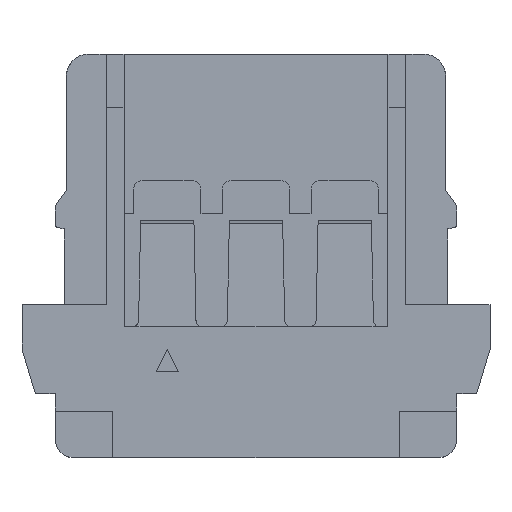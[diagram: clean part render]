
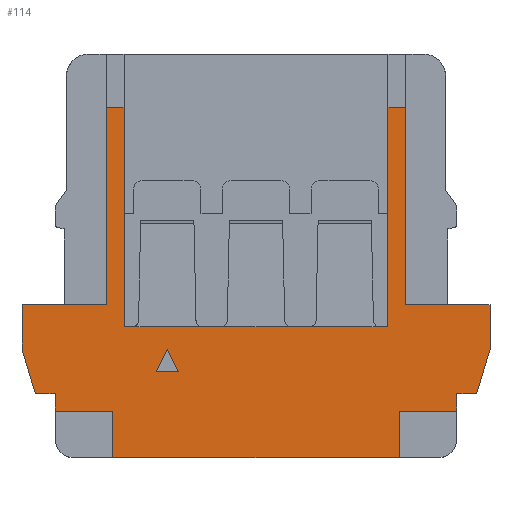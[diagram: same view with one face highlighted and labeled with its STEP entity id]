
A CAD part, top view. The second image highlights one B-rep face of the part: STEP entity #114.
In plain terms, the highlighted planar face has unit normal (0, 0, 1).
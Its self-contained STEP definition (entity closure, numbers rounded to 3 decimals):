
#64=FACE_BOUND('',#528,.T.);
#65=FACE_BOUND('',#529,.T.);
#114=ADVANCED_FACE('',(#64,#65),#260,.T.);
#260=PLANE('',#2909);
#528=EDGE_LOOP('',(#709,#710,#711,#712,#713,#714,#715,#716,#717,#718,#719,
#720,#721,#722,#723,#724,#725,#726,#727,#728,#729,#730,#731,#732,#733,#734,
#735,#736));
#529=EDGE_LOOP('',(#737,#738,#739));
#709=ORIENTED_EDGE('',*,*,#1797,.F.);
#710=ORIENTED_EDGE('',*,*,#1798,.F.);
#711=ORIENTED_EDGE('',*,*,#1799,.F.);
#712=ORIENTED_EDGE('',*,*,#1800,.T.);
#713=ORIENTED_EDGE('',*,*,#1801,.F.);
#714=ORIENTED_EDGE('',*,*,#1802,.T.);
#715=ORIENTED_EDGE('',*,*,#1803,.F.);
#716=ORIENTED_EDGE('',*,*,#1804,.T.);
#717=ORIENTED_EDGE('',*,*,#1805,.F.);
#718=ORIENTED_EDGE('',*,*,#1806,.F.);
#719=ORIENTED_EDGE('',*,*,#1807,.F.);
#720=ORIENTED_EDGE('',*,*,#1767,.T.);
#721=ORIENTED_EDGE('',*,*,#1808,.F.);
#722=ORIENTED_EDGE('',*,*,#1809,.T.);
#723=ORIENTED_EDGE('',*,*,#1810,.T.);
#724=ORIENTED_EDGE('',*,*,#1811,.T.);
#725=ORIENTED_EDGE('',*,*,#1812,.T.);
#726=ORIENTED_EDGE('',*,*,#1813,.T.);
#727=ORIENTED_EDGE('',*,*,#1814,.T.);
#728=ORIENTED_EDGE('',*,*,#1815,.F.);
#729=ORIENTED_EDGE('',*,*,#1816,.F.);
#730=ORIENTED_EDGE('',*,*,#1817,.F.);
#731=ORIENTED_EDGE('',*,*,#1818,.F.);
#732=ORIENTED_EDGE('',*,*,#1819,.F.);
#733=ORIENTED_EDGE('',*,*,#1820,.F.);
#734=ORIENTED_EDGE('',*,*,#1821,.F.);
#735=ORIENTED_EDGE('',*,*,#1822,.T.);
#736=ORIENTED_EDGE('',*,*,#1770,.F.);
#737=ORIENTED_EDGE('',*,*,#1823,.F.);
#738=ORIENTED_EDGE('',*,*,#1824,.F.);
#739=ORIENTED_EDGE('',*,*,#1825,.F.);
#1493=VERTEX_POINT('',#3846);
#1497=VERTEX_POINT('',#3854);
#1500=VERTEX_POINT('',#3861);
#1501=VERTEX_POINT('',#3863);
#1525=VERTEX_POINT('',#3919);
#1526=VERTEX_POINT('',#3921);
#1527=VERTEX_POINT('',#3923);
#1528=VERTEX_POINT('',#3925);
#1529=VERTEX_POINT('',#3927);
#1530=VERTEX_POINT('',#3929);
#1531=VERTEX_POINT('',#3931);
#1532=VERTEX_POINT('',#3933);
#1533=VERTEX_POINT('',#3935);
#1534=VERTEX_POINT('',#3937);
#1535=VERTEX_POINT('',#3940);
#1536=VERTEX_POINT('',#3942);
#1537=VERTEX_POINT('',#3944);
#1538=VERTEX_POINT('',#3946);
#1539=VERTEX_POINT('',#3948);
#1540=VERTEX_POINT('',#3950);
#1541=VERTEX_POINT('',#3952);
#1542=VERTEX_POINT('',#3954);
#1543=VERTEX_POINT('',#3956);
#1544=VERTEX_POINT('',#3958);
#1545=VERTEX_POINT('',#3960);
#1546=VERTEX_POINT('',#3962);
#1547=VERTEX_POINT('',#3964);
#1548=VERTEX_POINT('',#3966);
#1549=VERTEX_POINT('',#3969);
#1550=VERTEX_POINT('',#3970);
#1551=VERTEX_POINT('',#3972);
#1767=EDGE_CURVE('',#1493,#1497,#2177,.T.);
#1770=EDGE_CURVE('',#1500,#1501,#2180,.T.);
#1797=EDGE_CURVE('',#1525,#1500,#2205,.T.);
#1798=EDGE_CURVE('',#1526,#1525,#2206,.T.);
#1799=EDGE_CURVE('',#1527,#1526,#2207,.T.);
#1800=EDGE_CURVE('',#1527,#1528,#2208,.T.);
#1801=EDGE_CURVE('',#1529,#1528,#2209,.T.);
#1802=EDGE_CURVE('',#1529,#1530,#2210,.T.);
#1803=EDGE_CURVE('',#1531,#1530,#2211,.T.);
#1804=EDGE_CURVE('',#1531,#1532,#2212,.T.);
#1805=EDGE_CURVE('',#1533,#1532,#2213,.T.);
#1806=EDGE_CURVE('',#1534,#1533,#2214,.T.);
#1807=EDGE_CURVE('',#1493,#1534,#2215,.T.);
#1808=EDGE_CURVE('',#1535,#1497,#2216,.T.);
#1809=EDGE_CURVE('',#1535,#1536,#2217,.T.);
#1810=EDGE_CURVE('',#1536,#1537,#2218,.T.);
#1811=EDGE_CURVE('',#1537,#1538,#2219,.T.);
#1812=EDGE_CURVE('',#1538,#1539,#2220,.T.);
#1813=EDGE_CURVE('',#1539,#1540,#2221,.T.);
#1814=EDGE_CURVE('',#1540,#1541,#2222,.T.);
#1815=EDGE_CURVE('',#1542,#1541,#2223,.T.);
#1816=EDGE_CURVE('',#1543,#1542,#2224,.T.);
#1817=EDGE_CURVE('',#1544,#1543,#2225,.T.);
#1818=EDGE_CURVE('',#1545,#1544,#2226,.T.);
#1819=EDGE_CURVE('',#1546,#1545,#2227,.T.);
#1820=EDGE_CURVE('',#1547,#1546,#2228,.T.);
#1821=EDGE_CURVE('',#1548,#1547,#2229,.T.);
#1822=EDGE_CURVE('',#1548,#1501,#2230,.T.);
#1823=EDGE_CURVE('',#1549,#1550,#2231,.T.);
#1824=EDGE_CURVE('',#1551,#1549,#2232,.T.);
#1825=EDGE_CURVE('',#1550,#1551,#2233,.T.);
#2177=LINE('',#3855,#2541);
#2180=LINE('',#3862,#2544);
#2205=LINE('',#3918,#2569);
#2206=LINE('',#3920,#2570);
#2207=LINE('',#3922,#2571);
#2208=LINE('',#3924,#2572);
#2209=LINE('',#3926,#2573);
#2210=LINE('',#3928,#2574);
#2211=LINE('',#3930,#2575);
#2212=LINE('',#3932,#2576);
#2213=LINE('',#3934,#2577);
#2214=LINE('',#3936,#2578);
#2215=LINE('',#3938,#2579);
#2216=LINE('',#3939,#2580);
#2217=LINE('',#3941,#2581);
#2218=LINE('',#3943,#2582);
#2219=LINE('',#3945,#2583);
#2220=LINE('',#3947,#2584);
#2221=LINE('',#3949,#2585);
#2222=LINE('',#3951,#2586);
#2223=LINE('',#3953,#2587);
#2224=LINE('',#3955,#2588);
#2225=LINE('',#3957,#2589);
#2226=LINE('',#3959,#2590);
#2227=LINE('',#3961,#2591);
#2228=LINE('',#3963,#2592);
#2229=LINE('',#3965,#2593);
#2230=LINE('',#3967,#2594);
#2231=LINE('',#3968,#2595);
#2232=LINE('',#3971,#2596);
#2233=LINE('',#3973,#2597);
#2541=VECTOR('',#3100,1.);
#2544=VECTOR('',#3105,1.);
#2569=VECTOR('',#3144,1.);
#2570=VECTOR('',#3145,1.);
#2571=VECTOR('',#3146,1.);
#2572=VECTOR('',#3147,1.);
#2573=VECTOR('',#3148,1.);
#2574=VECTOR('',#3149,1.);
#2575=VECTOR('',#3150,1.);
#2576=VECTOR('',#3151,1.);
#2577=VECTOR('',#3152,1.);
#2578=VECTOR('',#3153,1.);
#2579=VECTOR('',#3154,1.);
#2580=VECTOR('',#3155,1.);
#2581=VECTOR('',#3156,1.);
#2582=VECTOR('',#3157,1.);
#2583=VECTOR('',#3158,1.);
#2584=VECTOR('',#3159,1.);
#2585=VECTOR('',#3160,1.);
#2586=VECTOR('',#3161,1.);
#2587=VECTOR('',#3162,1.);
#2588=VECTOR('',#3163,1.);
#2589=VECTOR('',#3164,1.);
#2590=VECTOR('',#3165,1.);
#2591=VECTOR('',#3166,1.);
#2592=VECTOR('',#3167,1.);
#2593=VECTOR('',#3168,1.);
#2594=VECTOR('',#3169,1.);
#2595=VECTOR('',#3170,1.);
#2596=VECTOR('',#3171,1.);
#2597=VECTOR('',#3172,1.);
#2909=AXIS2_PLACEMENT_3D('',#3974,#3173,#3174);
#3100=DIRECTION('',(0.,-1.,0.));
#3105=DIRECTION('',(0.,-1.,0.));
#3144=DIRECTION('',(1.,0.,0.));
#3145=DIRECTION('',(0.,1.,0.));
#3146=DIRECTION('',(1.,0.,0.));
#3147=DIRECTION('',(-1.,0.,0.));
#3148=DIRECTION('',(1.,0.,0.));
#3149=DIRECTION('',(-1.,0.,0.));
#3150=DIRECTION('',(1.,0.,0.));
#3151=DIRECTION('',(-1.,0.,0.));
#3152=DIRECTION('',(1.,0.,0.));
#3153=DIRECTION('',(0.,-1.,0.));
#3154=DIRECTION('',(1.,0.,0.));
#3155=DIRECTION('',(1.,0.,0.));
#3156=DIRECTION('',(0.,-1.,0.));
#3157=DIRECTION('',(0.287,-0.958,0.));
#3158=DIRECTION('',(1.,0.,0.));
#3159=DIRECTION('',(0.,-1.,0.));
#3160=DIRECTION('',(1.,0.,0.));
#3161=DIRECTION('',(0.,-1.,0.));
#3162=DIRECTION('',(-1.,0.,0.));
#3163=DIRECTION('',(0.,-1.,0.));
#3164=DIRECTION('',(-1.,0.,0.));
#3165=DIRECTION('',(0.,-1.,0.));
#3166=DIRECTION('',(-1.,0.,0.));
#3167=DIRECTION('',(-0.287,-0.958,0.));
#3168=DIRECTION('',(0.,-1.,0.));
#3169=DIRECTION('',(-1.,0.,0.));
#3170=DIRECTION('',(-0.447,-0.894,0.));
#3171=DIRECTION('',(-0.447,0.894,0.));
#3172=DIRECTION('',(1.,0.,0.));
#3173=DIRECTION('',(0.,0.,1.));
#3174=DIRECTION('',(1.,0.,0.));
#3846=CARTESIAN_POINT('',(-5.375,7.9,2.54));
#3854=CARTESIAN_POINT('',(-5.375,3.45,2.54));
#3855=CARTESIAN_POINT('',(-5.375,9.1,2.54));
#3861=CARTESIAN_POINT('',(1.375,7.9,2.54));
#3862=CARTESIAN_POINT('',(1.375,9.1,2.54));
#3863=CARTESIAN_POINT('',(1.375,3.45,2.54));
#3918=CARTESIAN_POINT('',(0.975,7.9,2.54));
#3919=CARTESIAN_POINT('',(0.975,7.9,2.54));
#3920=CARTESIAN_POINT('',(0.975,2.95,2.54));
#3921=CARTESIAN_POINT('',(0.975,2.95,2.54));
#3922=CARTESIAN_POINT('',(-4.975,2.95,2.54));
#3923=CARTESIAN_POINT('',(0.797,2.95,2.54));
#3924=CARTESIAN_POINT('',(0.71,2.95,2.54));
#3925=CARTESIAN_POINT('',(-0.797,2.95,2.54));
#3926=CARTESIAN_POINT('',(-4.975,2.95,2.54));
#3927=CARTESIAN_POINT('',(-1.203,2.95,2.54));
#3928=CARTESIAN_POINT('',(-1.29,2.95,2.54));
#3929=CARTESIAN_POINT('',(-2.797,2.95,2.54));
#3930=CARTESIAN_POINT('',(-4.975,2.95,2.54));
#3931=CARTESIAN_POINT('',(-3.203,2.95,2.54));
#3932=CARTESIAN_POINT('',(-3.29,2.95,2.54));
#3933=CARTESIAN_POINT('',(-4.797,2.95,2.54));
#3934=CARTESIAN_POINT('',(-4.975,2.95,2.54));
#3935=CARTESIAN_POINT('',(-4.975,2.95,2.54));
#3936=CARTESIAN_POINT('',(-4.975,9.1,2.54));
#3937=CARTESIAN_POINT('',(-4.975,7.9,2.54));
#3938=CARTESIAN_POINT('',(-5.375,7.9,2.54));
#3939=CARTESIAN_POINT('',(-7.275,3.45,2.54));
#3940=CARTESIAN_POINT('',(-7.275,3.45,2.54));
#3941=CARTESIAN_POINT('',(-7.275,3.45,2.54));
#3942=CARTESIAN_POINT('',(-7.275,2.45,2.54));
#3943=CARTESIAN_POINT('',(-7.275,2.45,2.54));
#3944=CARTESIAN_POINT('',(-6.975,1.45,2.54));
#3945=CARTESIAN_POINT('',(-6.975,1.45,2.54));
#3946=CARTESIAN_POINT('',(-6.525,1.45,2.54));
#3947=CARTESIAN_POINT('',(-6.525,1.45,2.54));
#3948=CARTESIAN_POINT('',(-6.525,1.05,2.54));
#3949=CARTESIAN_POINT('',(-7.275,1.05,2.54));
#3950=CARTESIAN_POINT('',(-5.225,1.05,2.54));
#3951=CARTESIAN_POINT('',(-5.225,10.395,2.54));
#3952=CARTESIAN_POINT('',(-5.225,0.,2.54));
#3953=CARTESIAN_POINT('',(1.375,0.,2.54));
#3954=CARTESIAN_POINT('',(1.225,0.,2.54));
#3955=CARTESIAN_POINT('',(1.225,10.395,2.54));
#3956=CARTESIAN_POINT('',(1.225,1.05,2.54));
#3957=CARTESIAN_POINT('',(3.275,1.05,2.54));
#3958=CARTESIAN_POINT('',(2.525,1.05,2.54));
#3959=CARTESIAN_POINT('',(2.525,1.45,2.54));
#3960=CARTESIAN_POINT('',(2.525,1.45,2.54));
#3961=CARTESIAN_POINT('',(2.975,1.45,2.54));
#3962=CARTESIAN_POINT('',(2.975,1.45,2.54));
#3963=CARTESIAN_POINT('',(3.275,2.45,2.54));
#3964=CARTESIAN_POINT('',(3.275,2.45,2.54));
#3965=CARTESIAN_POINT('',(3.275,3.45,2.54));
#3966=CARTESIAN_POINT('',(3.275,3.45,2.54));
#3967=CARTESIAN_POINT('',(3.275,3.45,2.54));
#3968=CARTESIAN_POINT('',(-4.,2.45,2.54));
#3969=CARTESIAN_POINT('',(-4.,2.45,2.54));
#3970=CARTESIAN_POINT('',(-4.25,1.95,2.54));
#3971=CARTESIAN_POINT('',(-3.75,1.95,2.54));
#3972=CARTESIAN_POINT('',(-3.75,1.95,2.54));
#3973=CARTESIAN_POINT('',(-4.25,1.95,2.54));
#3974=CARTESIAN_POINT('',(1.375,9.1,2.54));
